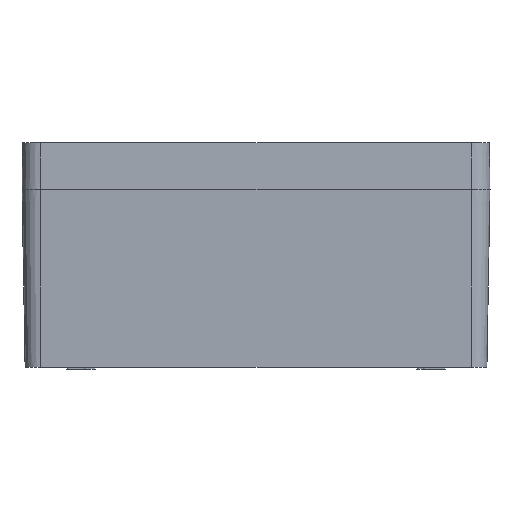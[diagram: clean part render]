
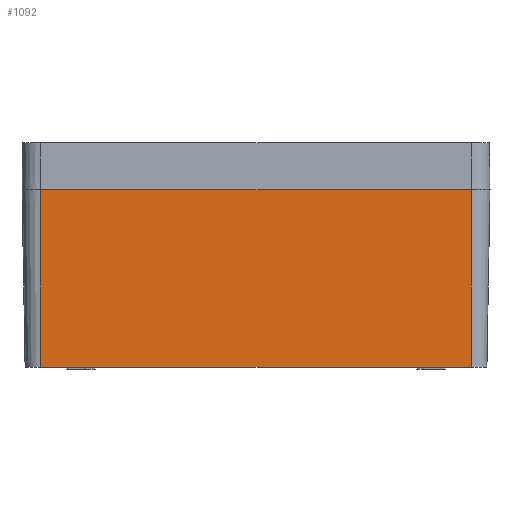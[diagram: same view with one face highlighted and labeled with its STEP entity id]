
A CAD part, left-side view. The second image highlights one B-rep face of the part: STEP entity #1092.
In plain terms, the highlighted planar face has unit normal (-1, 0, -0.018).
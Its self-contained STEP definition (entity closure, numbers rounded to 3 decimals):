
#1072=AXIS2_PLACEMENT_3D('Plane Axis2P3D',#1069,#1070,#1071) ;
#120=CARTESIAN_POINT('Vertex',(1.658,10.,1.)) ;
#123=CARTESIAN_POINT('Line Origine',(1.658,125.,1.)) ;
#127=CARTESIAN_POINT('Vertex',(1.658,240.,1.)) ;
#1054=CARTESIAN_POINT('Vertex',(0.,10.,96.)) ;
#1057=CARTESIAN_POINT('Line Origine',(-8721.203,10.,499733.398)) ;
#1069=CARTESIAN_POINT('Axis2P3D Location',(0.,125.,96.)) ;
#1074=CARTESIAN_POINT('Line Origine',(0.,125.,96.)) ;
#1078=CARTESIAN_POINT('Vertex',(0.,240.,96.)) ;
#1081=CARTESIAN_POINT('Line Origine',(0.829,240.,48.5)) ;
#124=DIRECTION('Vector Direction',(0.,1.,0.)) ;
#1058=DIRECTION('Vector Direction',(-0.017,0.,1.)) ;
#1070=DIRECTION('Axis2P3D Direction',(1.,0.,0.017)) ;
#1071=DIRECTION('Axis2P3D XDirection',(0.,1.,0.)) ;
#1075=DIRECTION('Vector Direction',(0.,1.,0.)) ;
#1082=DIRECTION('Vector Direction',(-0.017,0.,1.)) ;
#125=VECTOR('Line Direction',#124,1.) ;
#1059=VECTOR('Line Direction',#1058,1.) ;
#1076=VECTOR('Line Direction',#1075,1.) ;
#1083=VECTOR('Line Direction',#1082,1.) ;
#1087=ORIENTED_EDGE('',*,*,#129,.F.) ;
#1088=ORIENTED_EDGE('',*,*,#1061,.F.) ;
#1089=ORIENTED_EDGE('',*,*,#1080,.F.) ;
#1090=ORIENTED_EDGE('',*,*,#1085,.T.) ;
#1092=ADVANCED_FACE('Hauptk\X2\00F6\X0\rper',(#1091),#1073,.F.) ;
#129=EDGE_CURVE('',#121,#128,#126,.T.) ;
#1061=EDGE_CURVE('',#1055,#121,#1060,.F.) ;
#1080=EDGE_CURVE('',#1079,#1055,#1077,.F.) ;
#1085=EDGE_CURVE('',#1079,#128,#1084,.F.) ;
#1086=EDGE_LOOP('',(#1087,#1088,#1089,#1090)) ;
#1091=FACE_OUTER_BOUND('',#1086,.T.) ;
#126=LINE('Line',#123,#125) ;
#1060=LINE('Line',#1057,#1059) ;
#1077=LINE('Line',#1074,#1076) ;
#1084=LINE('Line',#1081,#1083) ;
#1073=PLANE('',#1072) ;
#121=VERTEX_POINT('',#120) ;
#128=VERTEX_POINT('',#127) ;
#1055=VERTEX_POINT('',#1054) ;
#1079=VERTEX_POINT('',#1078) ;
